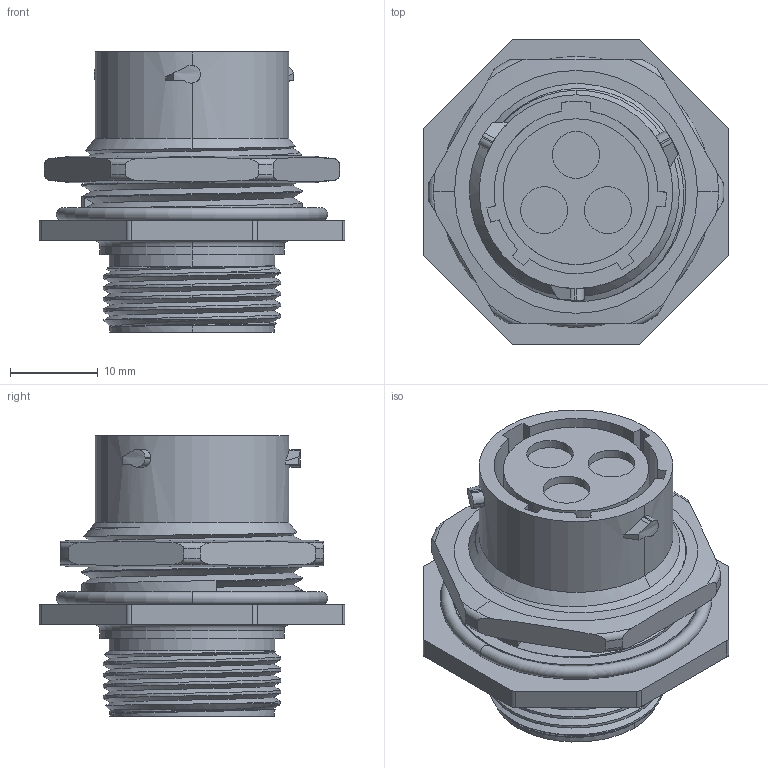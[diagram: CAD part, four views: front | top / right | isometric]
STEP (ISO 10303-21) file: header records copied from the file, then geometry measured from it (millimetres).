
FILE_DESCRIPTION((''),'2;1');
FILE_NAME('UTS7142G1S_CATALOGUE','2010-09-16T',('amartin'),('SOURIAU'),'PRO/ENGINEER BY PARAMETRIC TECHNOLOGY CORPORATION, 2007390','PRO/ENGINEER BY PARAMETRIC TECHNOLOGY CORPORATION, 2007390','');
FILE_SCHEMA(('CONFIG_CONTROL_DESIGN'));
Length unit declared in the file: millimetre
Products named in the file (1): UTS7142G1S_CATALOGUE
Bounding box: 34.9 x 34.9 x 32 mm (x, y, z)
Volume: 13885.4 mm3; surface area: 6918.6 mm2
Topology: 1 solids, 2 shells, 179 faces, 466 edges, 307 vertices
Faces by surface type: cylinder 80, plane 63, torus 18, cone 10, bspline 8
Entity records: 7892 total; most frequent: CARTESIAN_POINT 3539, ORIENTED_EDGE 932, DIRECTION 860, EDGE_CURVE 466, AXIS2_PLACEMENT_3D 338, VERTEX_POINT 307, EDGE_LOOP 197, VECTOR 184
